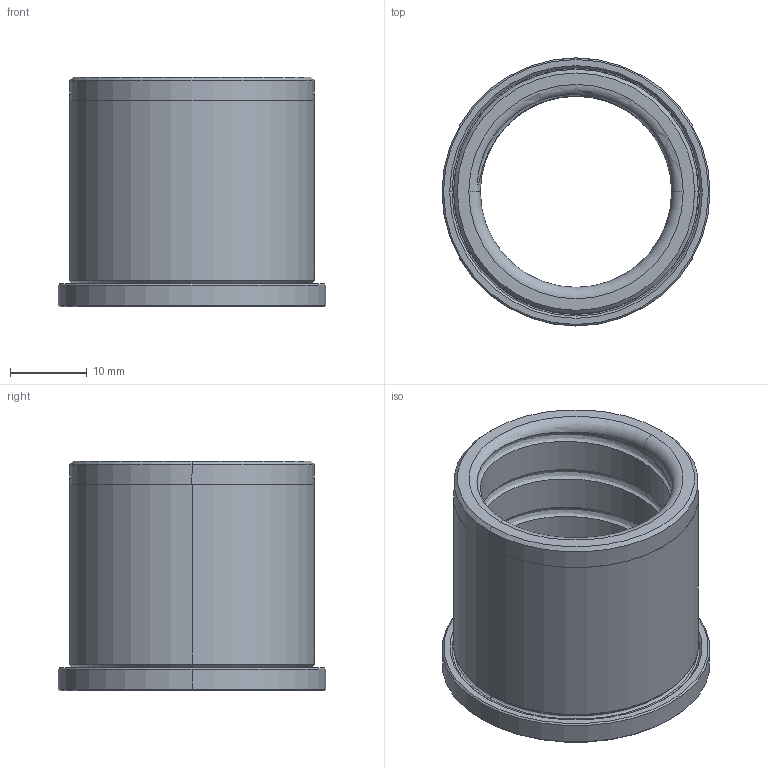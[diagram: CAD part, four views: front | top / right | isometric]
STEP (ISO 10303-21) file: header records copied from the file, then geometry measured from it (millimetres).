
FILE_DESCRIPTION (( 'STEP AP214' ), '1' );
FILE_NAME ('GBHV-D32-d25-L30.step', '2021-09-11T10:26:52', ( 'User' ), ( 'china' ), 'SwSTEP 2.0', 'SolidWorks 2016', '' );
FILE_SCHEMA (( 'AUTOMOTIVE_DESIGN' ));
Length unit declared in the file: millimetre
Products named in the file (1): GBHV-D32-d25-L30
Bounding box: 35 x 35 x 30 mm (x, y, z)
Volume: 9520.8 mm3; surface area: 6462.5 mm2
Topology: 1 solids, 1 shells, 62 faces, 149 edges, 94 vertices
Faces by surface type: cylinder 32, plane 13, cone 10, torus 6, bspline 1
Entity records: 2976 total; most frequent: CARTESIAN_POINT 1571, ORIENTED_EDGE 298, DIRECTION 275, EDGE_CURVE 149, AXIS2_PLACEMENT_3D 110, VERTEX_POINT 94, EDGE_LOOP 69, ADVANCED_FACE 62
